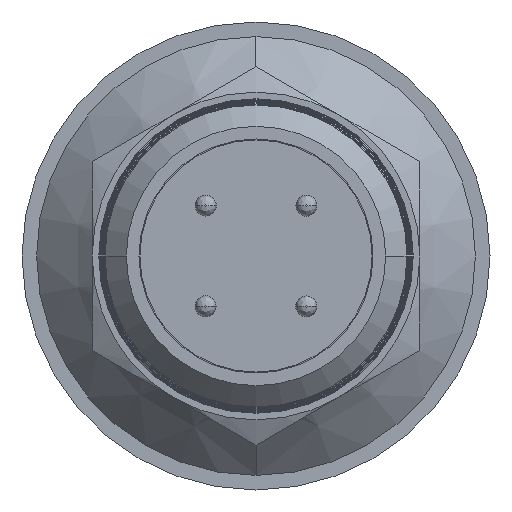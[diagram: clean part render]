
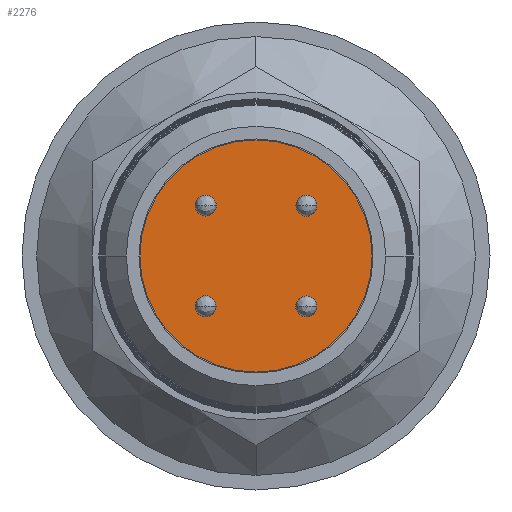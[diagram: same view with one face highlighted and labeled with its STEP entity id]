
A CAD part, left-side view. The second image highlights one B-rep face of the part: STEP entity #2276.
In plain terms, the highlighted planar face has unit normal (-1, 0, 0).
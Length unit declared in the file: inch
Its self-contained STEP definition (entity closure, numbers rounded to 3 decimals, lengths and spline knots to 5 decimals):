
#73 = AXIS2_PLACEMENT_3D ( 'NONE', #2519, #2518, #2515 ) ;
#74 = AXIS2_PLACEMENT_3D ( 'NONE', #2527, #2524, #2523 ) ;
#158 = EDGE_LOOP ( 'NONE', ( #1046, #1197 ) ) ;
#221 = CARTESIAN_POINT ( 'NONE',  ( -1.42776, -0.13442, 0.16228 ) ) ;
#244 = CARTESIAN_POINT ( 'NONE',  ( -1.42776, -0.13428, -0.16242 ) ) ;
#272 = CARTESIAN_POINT ( 'NONE',  ( -1.42776, 0.13442, -0.16228 ) ) ;
#285 = CARTESIAN_POINT ( 'NONE',  ( -1.42776, 0., 0.31 ) ) ;
#286 = CARTESIAN_POINT ( 'NONE',  ( -1.42776, 0.13442, -0.10628 ) ) ;
#615 = AXIS2_PLACEMENT_3D ( 'NONE', #4839, #4843, #4837 ) ;
#742 = AXIS2_PLACEMENT_3D ( 'NONE', #3201, #3488, #3588 ) ;
#775 = AXIS2_PLACEMENT_3D ( 'NONE', #3599, #3566, #3193 ) ;
#829 = EDGE_CURVE ( 'NONE', #6743, #7618, #5086, .T. ) ;
#886 = CIRCLE ( 'NONE', #73, 0.028 ) ;
#888 = CIRCLE ( 'NONE', #74, 0.31 ) ;
#901 = CIRCLE ( 'NONE', #5509, 0.028 ) ;
#907 = EDGE_CURVE ( 'NONE', #6658, #7047, #4996, .T. ) ;
#1002 = ORIENTED_EDGE ( 'NONE', *, *, #907, .F. ) ;
#1003 = ORIENTED_EDGE ( 'NONE', *, *, #5346, .F. ) ;
#1004 = ORIENTED_EDGE ( 'NONE', *, *, #2581, .F. ) ;
#1008 = ORIENTED_EDGE ( 'NONE', *, *, #2585, .F. ) ;
#1046 = ORIENTED_EDGE ( 'NONE', *, *, #829, .F. ) ;
#1197 = ORIENTED_EDGE ( 'NONE', *, *, #5347, .F. ) ;
#1450 = ORIENTED_EDGE ( 'NONE', *, *, #2972, .F. ) ;
#1458 = ORIENTED_EDGE ( 'NONE', *, *, #5338, .F. ) ;
#1482 = EDGE_LOOP ( 'NONE', ( #1672, #1458 ) ) ;
#1490 = EDGE_LOOP ( 'NONE', ( #1008, #1674 ) ) ;
#1508 = EDGE_LOOP ( 'NONE', ( #1002, #1003 ) ) ;
#1590 = EDGE_LOOP ( 'NONE', ( #1004, #1450 ) ) ;
#1672 = ORIENTED_EDGE ( 'NONE', *, *, #2569, .F. ) ;
#1674 = ORIENTED_EDGE ( 'NONE', *, *, #2942, .F. ) ;
#2103 = DIRECTION ( 'NONE',  ( 0., 0., -1. ) ) ;
#2111 = CARTESIAN_POINT ( 'NONE',  ( -1.42776, 0.13442, -0.13428 ) ) ;
#2119 = DIRECTION ( 'NONE',  ( -1., 0., 0. ) ) ;
#2151 = DIRECTION ( 'NONE',  ( -1., 0., 0. ) ) ;
#2159 = DIRECTION ( 'NONE',  ( 0., 0., -1. ) ) ;
#2167 = CARTESIAN_POINT ( 'NONE',  ( -1.42776, -0.13442, 0.13428 ) ) ;
#2200 = AXIS2_PLACEMENT_3D ( 'NONE', #4914, #4918, #4916 ) ;
#2213 = AXIS2_PLACEMENT_3D ( 'NONE', #8007, #8006, #8005 ) ;
#2276 = ADVANCED_FACE ( 'NONE', ( #5064, #5145, #5040, #4990, #4993 ), #4841, .F. ) ;
#2515 = DIRECTION ( 'NONE',  ( 0., 0., -1. ) ) ;
#2518 = DIRECTION ( 'NONE',  ( -1., 0., 0. ) ) ;
#2519 = CARTESIAN_POINT ( 'NONE',  ( -1.42776, -0.13428, -0.13442 ) ) ;
#2523 = DIRECTION ( 'NONE',  ( 0., 0., 1. ) ) ;
#2524 = DIRECTION ( 'NONE',  ( 1., 0., 0. ) ) ;
#2527 = CARTESIAN_POINT ( 'NONE',  ( -1.42776, 0., 0. ) ) ;
#2546 = DIRECTION ( 'NONE',  ( 0., 0., -1. ) ) ;
#2547 = DIRECTION ( 'NONE',  ( -1., 0., 0. ) ) ;
#2548 = CARTESIAN_POINT ( 'NONE',  ( -1.42776, 0.13428, 0.13442 ) ) ;
#2569 = EDGE_CURVE ( 'NONE', #7148, #7494, #8142, .T. ) ;
#2581 = EDGE_CURVE ( 'NONE', #7255, #6806, #6196, .T. ) ;
#2585 = EDGE_CURVE ( 'NONE', #6681, #6662, #6194, .T. ) ;
#2942 = EDGE_CURVE ( 'NONE', #6662, #6681, #3103, .T. ) ;
#2972 = EDGE_CURVE ( 'NONE', #6806, #7255, #3060, .T. ) ;
#3060 = CIRCLE ( 'NONE', #2200, 0.028 ) ;
#3103 = CIRCLE ( 'NONE', #2213, 0.028 ) ;
#3193 = DIRECTION ( 'NONE',  ( 0., 0., 1. ) ) ;
#3201 = CARTESIAN_POINT ( 'NONE',  ( -1.42776, -0.13428, -0.13442 ) ) ;
#3488 = DIRECTION ( 'NONE',  ( -1., 0., 0. ) ) ;
#3566 = DIRECTION ( 'NONE',  ( 1., 0., 0. ) ) ;
#3588 = DIRECTION ( 'NONE',  ( 0., 0., -1. ) ) ;
#3599 = CARTESIAN_POINT ( 'NONE',  ( -1.42776, 0., 0. ) ) ;
#4837 = DIRECTION ( 'NONE',  ( 0., 0., -1. ) ) ;
#4839 = CARTESIAN_POINT ( 'NONE',  ( -1.42776, 0., 0. ) ) ;
#4841 = PLANE ( 'NONE',  #615 ) ;
#4843 = DIRECTION ( 'NONE',  ( 1., 0., 0. ) ) ;
#4914 = CARTESIAN_POINT ( 'NONE',  ( -1.42776, -0.13442, 0.13428 ) ) ;
#4916 = DIRECTION ( 'NONE',  ( 0., 0., -1. ) ) ;
#4918 = DIRECTION ( 'NONE',  ( -1., 0., 0. ) ) ;
#4990 = FACE_BOUND ( 'NONE', #1482, .T. ) ;
#4993 = FACE_BOUND ( 'NONE', #158, .T. ) ;
#4996 = CIRCLE ( 'NONE', #775, 0.31 ) ;
#5040 = FACE_OUTER_BOUND ( 'NONE', #1508, .T. ) ;
#5064 = FACE_BOUND ( 'NONE', #1490, .T. ) ;
#5086 = CIRCLE ( 'NONE', #742, 0.028 ) ;
#5145 = FACE_BOUND ( 'NONE', #1590, .T. ) ;
#5338 = EDGE_CURVE ( 'NONE', #7494, #7148, #901, .T. ) ;
#5346 = EDGE_CURVE ( 'NONE', #7047, #6658, #888, .T. ) ;
#5347 = EDGE_CURVE ( 'NONE', #7618, #6743, #886, .T. ) ;
#5509 = AXIS2_PLACEMENT_3D ( 'NONE', #2548, #2547, #2546 ) ;
#5718 = CARTESIAN_POINT ( 'NONE',  ( -1.42776, 0., -0.31 ) ) ;
#5745 = CARTESIAN_POINT ( 'NONE',  ( -1.42776, 0.13428, 0.10642 ) ) ;
#5781 = CARTESIAN_POINT ( 'NONE',  ( -1.42776, -0.13442, 0.10628 ) ) ;
#5836 = CARTESIAN_POINT ( 'NONE',  ( -1.42776, 0.13428, 0.16242 ) ) ;
#5908 = CARTESIAN_POINT ( 'NONE',  ( -1.42776, -0.13428, -0.10642 ) ) ;
#6194 = CIRCLE ( 'NONE', #6511, 0.028 ) ;
#6196 = CIRCLE ( 'NONE', #6514, 0.028 ) ;
#6272 = DIRECTION ( 'NONE',  ( 0., 0., -1. ) ) ;
#6273 = DIRECTION ( 'NONE',  ( -1., 0., 0. ) ) ;
#6274 = CARTESIAN_POINT ( 'NONE',  ( -1.42776, 0.13428, 0.13442 ) ) ;
#6511 = AXIS2_PLACEMENT_3D ( 'NONE', #2111, #2119, #2103 ) ;
#6514 = AXIS2_PLACEMENT_3D ( 'NONE', #2167, #2151, #2159 ) ;
#6522 = AXIS2_PLACEMENT_3D ( 'NONE', #6274, #6273, #6272 ) ;
#6658 = VERTEX_POINT ( 'NONE', #285 ) ;
#6662 = VERTEX_POINT ( 'NONE', #286 ) ;
#6681 = VERTEX_POINT ( 'NONE', #272 ) ;
#6743 = VERTEX_POINT ( 'NONE', #244 ) ;
#6806 = VERTEX_POINT ( 'NONE', #221 ) ;
#7047 = VERTEX_POINT ( 'NONE', #5718 ) ;
#7148 = VERTEX_POINT ( 'NONE', #5745 ) ;
#7255 = VERTEX_POINT ( 'NONE', #5781 ) ;
#7494 = VERTEX_POINT ( 'NONE', #5836 ) ;
#7618 = VERTEX_POINT ( 'NONE', #5908 ) ;
#8005 = DIRECTION ( 'NONE',  ( 0., 0., -1. ) ) ;
#8006 = DIRECTION ( 'NONE',  ( -1., 0., 0. ) ) ;
#8007 = CARTESIAN_POINT ( 'NONE',  ( -1.42776, 0.13442, -0.13428 ) ) ;
#8142 = CIRCLE ( 'NONE', #6522, 0.028 ) ;
